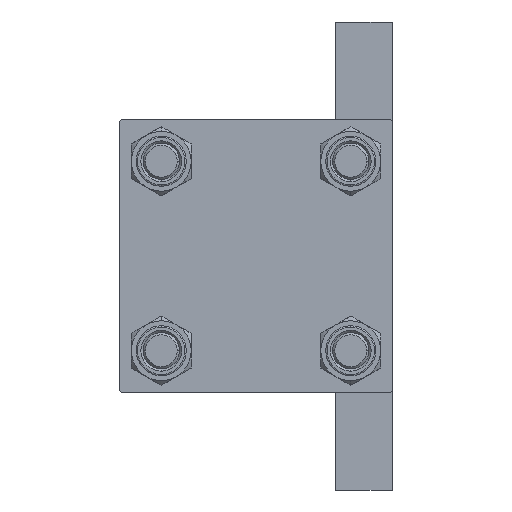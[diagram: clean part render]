
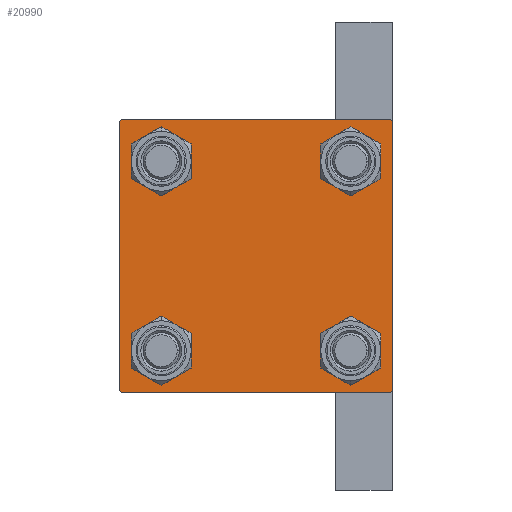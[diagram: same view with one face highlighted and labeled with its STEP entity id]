
A CAD part, left-side view. The second image highlights one B-rep face of the part: STEP entity #20990.
In plain terms, the highlighted planar face has unit normal (-1, 0, 0).
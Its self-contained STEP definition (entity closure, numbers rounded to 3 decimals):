
#123 = DIRECTION ( 'NONE',  ( 1., 0., 0. ) ) ;
#510 = ORIENTED_EDGE ( 'NONE', *, *, #40305, .T. ) ;
#534 = EDGE_CURVE ( 'NONE', #3284, #22229, #30514, .T. ) ;
#937 = PLANE ( 'NONE',  #9500 ) ;
#1236 = VERTEX_POINT ( 'NONE', #35514 ) ;
#1690 = ORIENTED_EDGE ( 'NONE', *, *, #8416, .T. ) ;
#1941 = CARTESIAN_POINT ( 'NONE',  ( 0., 29.5, 30. ) ) ;
#2020 = VECTOR ( 'NONE', #37202, 1000. ) ;
#2096 = AXIS2_PLACEMENT_3D ( 'NONE', #4632, #34451, #26819 ) ;
#3284 = VERTEX_POINT ( 'NONE', #41176 ) ;
#3636 = VERTEX_POINT ( 'NONE', #16856 ) ;
#4292 = DIRECTION ( 'NONE',  ( 1., 0., 0. ) ) ;
#4367 = CARTESIAN_POINT ( 'NONE',  ( 0., 0., 0. ) ) ;
#4632 = CARTESIAN_POINT ( 'NONE',  ( 0., 20.85, 20.85 ) ) ;
#4865 = DIRECTION ( 'NONE',  ( 1., 0., 0. ) ) ;
#4888 = VERTEX_POINT ( 'NONE', #25121 ) ;
#5530 = ORIENTED_EDGE ( 'NONE', *, *, #43323, .T. ) ;
#8340 = EDGE_LOOP ( 'NONE', ( #45401, #34162 ) ) ;
#8416 = EDGE_CURVE ( 'NONE', #22229, #22581, #44198, .T. ) ;
#9215 = ORIENTED_EDGE ( 'NONE', *, *, #11602, .T. ) ;
#9500 = AXIS2_PLACEMENT_3D ( 'NONE', #4367, #23588, #46527 ) ;
#9787 = EDGE_LOOP ( 'NONE', ( #38688, #41648 ) ) ;
#9875 = LINE ( 'NONE', #32540, #21119 ) ;
#10047 = EDGE_LOOP ( 'NONE', ( #10179, #9215 ) ) ;
#10179 = ORIENTED_EDGE ( 'NONE', *, *, #40823, .T. ) ;
#10424 = CARTESIAN_POINT ( 'NONE',  ( 0., 30., -30. ) ) ;
#10788 = CARTESIAN_POINT ( 'NONE',  ( 0., 20.85, 25.35 ) ) ;
#10828 = LINE ( 'NONE', #30038, #2020 ) ;
#11254 = EDGE_CURVE ( 'NONE', #35498, #16148, #9875, .T. ) ;
#11602 = EDGE_CURVE ( 'NONE', #1236, #23804, #32012, .T. ) ;
#11617 = DIRECTION ( 'NONE',  ( 1., 0., 0. ) ) ;
#11634 = EDGE_CURVE ( 'NONE', #4888, #21746, #43037, .T. ) ;
#12342 = CARTESIAN_POINT ( 'NONE',  ( 0., -30., -29.5 ) ) ;
#12409 = ORIENTED_EDGE ( 'NONE', *, *, #39163, .T. ) ;
#12608 = ORIENTED_EDGE ( 'NONE', *, *, #534, .T. ) ;
#13418 = CARTESIAN_POINT ( 'NONE',  ( 0., 29.5, -30. ) ) ;
#13674 = CARTESIAN_POINT ( 'NONE',  ( 0., -29.75, 29.75 ) ) ;
#14218 = DIRECTION ( 'NONE',  ( 0., -0.707, 0.707 ) ) ;
#14522 = ORIENTED_EDGE ( 'NONE', *, *, #39932, .T. ) ;
#14751 = VECTOR ( 'NONE', #35397, 1000. ) ;
#14763 = VECTOR ( 'NONE', #40502, 1000. ) ;
#15383 = EDGE_CURVE ( 'NONE', #23691, #40906, #23456, .T. ) ;
#15461 = FACE_BOUND ( 'NONE', #8340, .T. ) ;
#15467 = AXIS2_PLACEMENT_3D ( 'NONE', #31411, #4292, #46451 ) ;
#15564 = CARTESIAN_POINT ( 'NONE',  ( 0., 20.85, -20.85 ) ) ;
#16148 = VERTEX_POINT ( 'NONE', #12342 ) ;
#16451 = FACE_BOUND ( 'NONE', #25705, .T. ) ;
#16856 = CARTESIAN_POINT ( 'NONE',  ( 0., -29.5, 30. ) ) ;
#17155 = DIRECTION ( 'NONE',  ( 0., 0., 1. ) ) ;
#17436 = VERTEX_POINT ( 'NONE', #1941 ) ;
#17944 = CARTESIAN_POINT ( 'NONE',  ( 0., -20.85, -25.35 ) ) ;
#18849 = CARTESIAN_POINT ( 'NONE',  ( 0., 20.85, 16.35 ) ) ;
#18949 = CARTESIAN_POINT ( 'NONE',  ( 0., -30., 29.5 ) ) ;
#20112 = ORIENTED_EDGE ( 'NONE', *, *, #44217, .T. ) ;
#20122 = DIRECTION ( 'NONE',  ( 1., 0., 0. ) ) ;
#20285 = DIRECTION ( 'NONE',  ( 0., 0., 1. ) ) ;
#20936 = EDGE_CURVE ( 'NONE', #21746, #4888, #37051, .T. ) ;
#20990 = ADVANCED_FACE ( 'NONE', ( #23335, #15461, #38393, #16451, #37902 ), #937, .T. ) ;
#21119 = VECTOR ( 'NONE', #40929, 1000. ) ;
#21746 = VERTEX_POINT ( 'NONE', #17944 ) ;
#21776 = LINE ( 'NONE', #13674, #37551 ) ;
#21908 = DIRECTION ( 'NONE',  ( 1., 0., 0. ) ) ;
#22065 = VERTEX_POINT ( 'NONE', #18849 ) ;
#22229 = VERTEX_POINT ( 'NONE', #13418 ) ;
#22581 = VERTEX_POINT ( 'NONE', #31366 ) ;
#22847 = AXIS2_PLACEMENT_3D ( 'NONE', #27296, #4865, #45540 ) ;
#23335 = FACE_BOUND ( 'NONE', #10047, .T. ) ;
#23456 = CIRCLE ( 'NONE', #29774, 4.5 ) ;
#23588 = DIRECTION ( 'NONE',  ( -1., 0., 0. ) ) ;
#23691 = VERTEX_POINT ( 'NONE', #29068 ) ;
#23804 = VERTEX_POINT ( 'NONE', #48775 ) ;
#24334 = ORIENTED_EDGE ( 'NONE', *, *, #24455, .T. ) ;
#24455 = EDGE_CURVE ( 'NONE', #46128, #22065, #43478, .T. ) ;
#25121 = CARTESIAN_POINT ( 'NONE',  ( 0., -20.85, -16.35 ) ) ;
#25705 = EDGE_LOOP ( 'NONE', ( #24334, #12409 ) ) ;
#26483 = CARTESIAN_POINT ( 'NONE',  ( 0., 20.85, 20.85 ) ) ;
#26819 = DIRECTION ( 'NONE',  ( 0., 0., 1. ) ) ;
#27142 = DIRECTION ( 'NONE',  ( 0., 0., 1. ) ) ;
#27296 = CARTESIAN_POINT ( 'NONE',  ( 0., -20.85, -20.85 ) ) ;
#27928 = CARTESIAN_POINT ( 'NONE',  ( 0., -20.85, 20.85 ) ) ;
#28471 = DIRECTION ( 'NONE',  ( 0., 0.707, 0.707 ) ) ;
#28653 = AXIS2_PLACEMENT_3D ( 'NONE', #15564, #11617, #27142 ) ;
#28734 = CARTESIAN_POINT ( 'NONE',  ( 0., 20.85, -20.85 ) ) ;
#29068 = CARTESIAN_POINT ( 'NONE',  ( 0., 20.85, -16.35 ) ) ;
#29455 = VECTOR ( 'NONE', #45793, 1000. ) ;
#29567 = CARTESIAN_POINT ( 'NONE',  ( 0., 20.85, -25.35 ) ) ;
#29774 = AXIS2_PLACEMENT_3D ( 'NONE', #28734, #20122, #17155 ) ;
#30038 = CARTESIAN_POINT ( 'NONE',  ( 0., 29.75, 29.75 ) ) ;
#30514 = LINE ( 'NONE', #30759, #29455 ) ;
#30759 = CARTESIAN_POINT ( 'NONE',  ( 0., 29.75, -29.75 ) ) ;
#31366 = CARTESIAN_POINT ( 'NONE',  ( 0., -29.5, -30. ) ) ;
#31411 = CARTESIAN_POINT ( 'NONE',  ( 0., -20.85, 20.85 ) ) ;
#32012 = CIRCLE ( 'NONE', #15467, 4.5 ) ;
#32452 = AXIS2_PLACEMENT_3D ( 'NONE', #26483, #123, #38074 ) ;
#32540 = CARTESIAN_POINT ( 'NONE',  ( 0., -30., 30. ) ) ;
#32554 = EDGE_CURVE ( 'NONE', #40906, #23691, #33360, .T. ) ;
#33360 = CIRCLE ( 'NONE', #28653, 4.5 ) ;
#33592 = AXIS2_PLACEMENT_3D ( 'NONE', #42757, #34116, #45459 ) ;
#33674 = LINE ( 'NONE', #45017, #35090 ) ;
#34116 = DIRECTION ( 'NONE',  ( 1., 0., 0. ) ) ;
#34162 = ORIENTED_EDGE ( 'NONE', *, *, #20936, .T. ) ;
#34451 = DIRECTION ( 'NONE',  ( 1., 0., 0. ) ) ;
#35090 = VECTOR ( 'NONE', #14218, 1000. ) ;
#35397 = DIRECTION ( 'NONE',  ( 0., 0., -1. ) ) ;
#35498 = VERTEX_POINT ( 'NONE', #18949 ) ;
#35514 = CARTESIAN_POINT ( 'NONE',  ( 0., -20.85, 16.35 ) ) ;
#36638 = VECTOR ( 'NONE', #39842, 1000. ) ;
#36684 = EDGE_CURVE ( 'NONE', #17436, #3636, #43770, .T. ) ;
#37051 = CIRCLE ( 'NONE', #22847, 4.5 ) ;
#37202 = DIRECTION ( 'NONE',  ( 0., 0.707, -0.707 ) ) ;
#37551 = VECTOR ( 'NONE', #28471, 1000. ) ;
#37902 = FACE_OUTER_BOUND ( 'NONE', #48362, .T. ) ;
#38074 = DIRECTION ( 'NONE',  ( 0., 0., 1. ) ) ;
#38393 = FACE_BOUND ( 'NONE', #9787, .T. ) ;
#38688 = ORIENTED_EDGE ( 'NONE', *, *, #15383, .T. ) ;
#39121 = CARTESIAN_POINT ( 'NONE',  ( 0., 30., 30. ) ) ;
#39163 = EDGE_CURVE ( 'NONE', #22065, #46128, #44589, .T. ) ;
#39463 = CARTESIAN_POINT ( 'NONE',  ( 0., 30., 29.5 ) ) ;
#39818 = CARTESIAN_POINT ( 'NONE',  ( 0., 30., 30. ) ) ;
#39842 = DIRECTION ( 'NONE',  ( 0., -1., 0. ) ) ;
#39847 = AXIS2_PLACEMENT_3D ( 'NONE', #27928, #21908, #20285 ) ;
#39932 = EDGE_CURVE ( 'NONE', #17436, #44965, #10828, .T. ) ;
#40164 = ORIENTED_EDGE ( 'NONE', *, *, #11254, .F. ) ;
#40305 = EDGE_CURVE ( 'NONE', #22581, #16148, #33674, .T. ) ;
#40502 = DIRECTION ( 'NONE',  ( 0., -1., 0. ) ) ;
#40823 = EDGE_CURVE ( 'NONE', #23804, #1236, #42975, .T. ) ;
#40906 = VERTEX_POINT ( 'NONE', #29567 ) ;
#40929 = DIRECTION ( 'NONE',  ( 0., 0., -1. ) ) ;
#41176 = CARTESIAN_POINT ( 'NONE',  ( 0., 30., -29.5 ) ) ;
#41648 = ORIENTED_EDGE ( 'NONE', *, *, #32554, .T. ) ;
#42757 = CARTESIAN_POINT ( 'NONE',  ( 0., -20.85, -20.85 ) ) ;
#42975 = CIRCLE ( 'NONE', #39847, 4.5 ) ;
#43037 = CIRCLE ( 'NONE', #33592, 4.5 ) ;
#43323 = EDGE_CURVE ( 'NONE', #35498, #3636, #21776, .T. ) ;
#43478 = CIRCLE ( 'NONE', #32452, 4.5 ) ;
#43512 = LINE ( 'NONE', #39818, #14751 ) ;
#43770 = LINE ( 'NONE', #39121, #36638 ) ;
#44198 = LINE ( 'NONE', #10424, #14763 ) ;
#44217 = EDGE_CURVE ( 'NONE', #44965, #3284, #43512, .T. ) ;
#44589 = CIRCLE ( 'NONE', #2096, 4.5 ) ;
#44965 = VERTEX_POINT ( 'NONE', #39463 ) ;
#45017 = CARTESIAN_POINT ( 'NONE',  ( 0., -29.75, -29.75 ) ) ;
#45257 = ORIENTED_EDGE ( 'NONE', *, *, #36684, .F. ) ;
#45401 = ORIENTED_EDGE ( 'NONE', *, *, #11634, .T. ) ;
#45459 = DIRECTION ( 'NONE',  ( 0., 0., 1. ) ) ;
#45540 = DIRECTION ( 'NONE',  ( 0., 0., 1. ) ) ;
#45793 = DIRECTION ( 'NONE',  ( 0., -0.707, -0.707 ) ) ;
#46128 = VERTEX_POINT ( 'NONE', #10788 ) ;
#46451 = DIRECTION ( 'NONE',  ( 0., 0., 1. ) ) ;
#46527 = DIRECTION ( 'NONE',  ( 0., 0., 1. ) ) ;
#48362 = EDGE_LOOP ( 'NONE', ( #20112, #12608, #1690, #510, #40164, #5530, #45257, #14522 ) ) ;
#48775 = CARTESIAN_POINT ( 'NONE',  ( 0., -20.85, 25.35 ) ) ;
